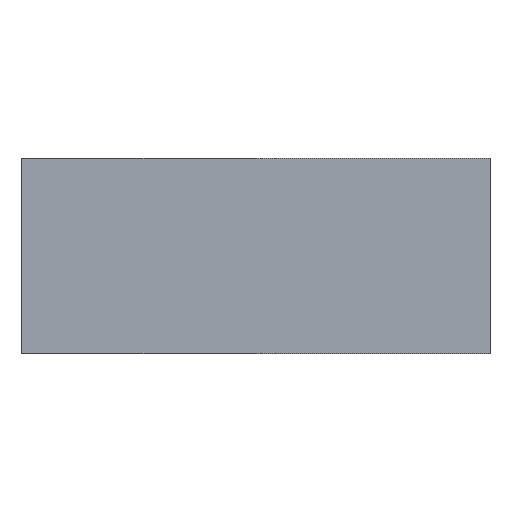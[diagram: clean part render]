
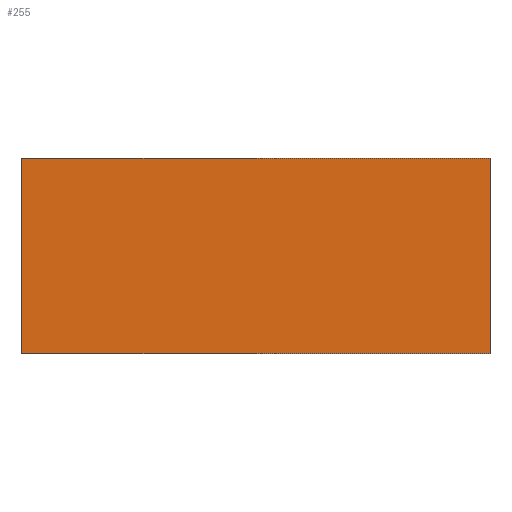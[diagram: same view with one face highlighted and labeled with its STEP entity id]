
A CAD part, top view. The second image highlights one B-rep face of the part: STEP entity #255.
In plain terms, the highlighted planar face has unit normal (0, 0, 1).
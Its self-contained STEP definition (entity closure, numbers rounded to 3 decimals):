
#198 = VERTEX_POINT('',#199);
#199 = CARTESIAN_POINT('',(6.096,-2.54,12.692));
#207 = VERTEX_POINT('',#208);
#208 = CARTESIAN_POINT('',(6.096,2.54,12.692));
#214 = EDGE_CURVE('',#207,#198,#215,.T.);
#215 = LINE('',#216,#217);
#216 = CARTESIAN_POINT('',(6.096,2.54,12.692));
#217 = VECTOR('',#218,1.);
#218 = DIRECTION('',(0.,-1.,0.));
#229 = VERTEX_POINT('',#230);
#230 = CARTESIAN_POINT('',(-6.096,-2.54,12.692));
#236 = EDGE_CURVE('',#237,#229,#239,.T.);
#237 = VERTEX_POINT('',#238);
#238 = CARTESIAN_POINT('',(-6.096,2.54,12.692));
#239 = LINE('',#240,#241);
#240 = CARTESIAN_POINT('',(-6.096,2.54,12.692));
#241 = VECTOR('',#242,1.);
#242 = DIRECTION('',(0.,-1.,0.));
#255 = ADVANCED_FACE('',(#256),#272,.F.);
#256 = FACE_BOUND('',#257,.T.);
#257 = EDGE_LOOP('',(#258,#264,#265,#271));
#258 = ORIENTED_EDGE('',*,*,#259,.T.);
#259 = EDGE_CURVE('',#229,#198,#260,.T.);
#260 = LINE('',#261,#262);
#261 = CARTESIAN_POINT('',(6.096,-2.54,12.692));
#262 = VECTOR('',#263,1.);
#263 = DIRECTION('',(1.,0.,-0.));
#264 = ORIENTED_EDGE('',*,*,#214,.F.);
#265 = ORIENTED_EDGE('',*,*,#266,.F.);
#266 = EDGE_CURVE('',#237,#207,#267,.T.);
#267 = LINE('',#268,#269);
#268 = CARTESIAN_POINT('',(6.096,2.54,12.692));
#269 = VECTOR('',#270,1.);
#270 = DIRECTION('',(1.,0.,-0.));
#271 = ORIENTED_EDGE('',*,*,#236,.T.);
#272 = PLANE('',#273);
#273 = AXIS2_PLACEMENT_3D('',#274,#275,#276);
#274 = CARTESIAN_POINT('',(6.096,2.54,12.692));
#275 = DIRECTION('',(0.,0.,-1.));
#276 = DIRECTION('',(0.,-1.,0.));
